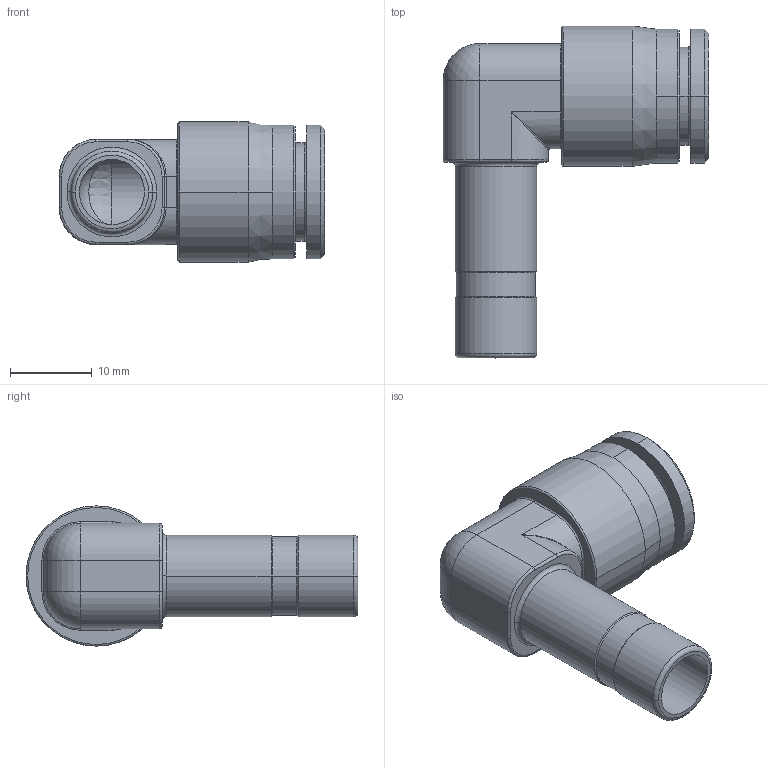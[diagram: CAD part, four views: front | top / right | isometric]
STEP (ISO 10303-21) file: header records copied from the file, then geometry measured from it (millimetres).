
FILE_DESCRIPTION(( 'MXP.43.10.10.stp' ), '1');
FILE_NAME( 'MXP.43.10.10.stp', '2021-02-22T15:46:03',( 'Sopra'),('sopra-pneumatic.com'), 'SwSTEP 2.0','SolidWorks 2009','' );
FILE_SCHEMA(('CONFIG_CONTROL_DESIGN'));
Length unit declared in the file: millimetre
Products named in the file (1): 367035B_911V-10FF-D10
Bounding box: 32.55 x 40.7 x 17.2 mm (x, y, z)
Volume: 4496 mm3; surface area: 4453.1 mm2
Topology: 1 solids, 1 shells, 90 faces, 194 edges, 110 vertices
Faces by surface type: cylinder 38, torus 20, plane 14, cone 12, sphere 4, bspline 2
Entity records: 2708 total; most frequent: CARTESIAN_POINT 661, DIRECTION 476, ORIENTED_EDGE 384, AXIS2_PLACEMENT_3D 203, EDGE_CURVE 192, CIRCLE 115, VERTEX_POINT 110, EDGE_LOOP 98
